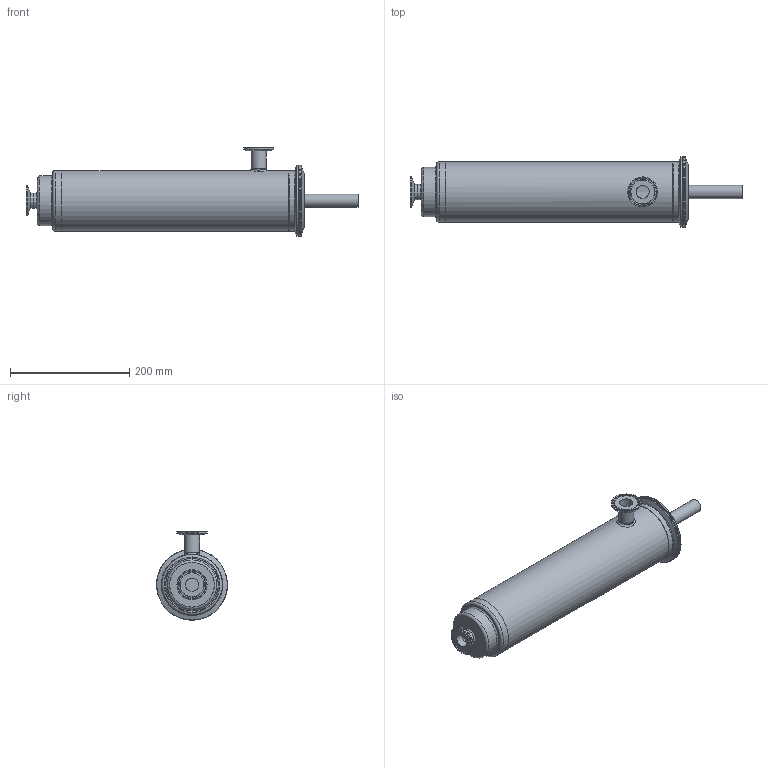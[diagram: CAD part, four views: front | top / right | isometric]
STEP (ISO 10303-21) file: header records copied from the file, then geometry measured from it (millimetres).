
FILE_DESCRIPTION(/* description */ (''),/* implementation_level */ '2;1');
FILE_NAME(/* name */ 'KEC01000.stp',/* time_stamp */ '2022-04-30T15:04:55-04:00',/* author */ ('rick'),/* organization */ (''),/* preprocessor_version */ 'ST-DEVELOPER v18.1',/* originating_system */ 'Autodesk Inventor 2020',/* authorisation */ '');
FILE_SCHEMA (('AUTOMOTIVE_DESIGN { 1 0 10303 214 3 1 1 }'));
Length unit declared in the file: inch
Products named in the file (11): KEC01000; KEI01020; KES01000; AAQ01000; AAQ04000; KEH01020; ABG Nominal; KEQ00010; END CAP HANDLE; ABD04056; ABD04000
Assembly tree (10 placements, depth 4):
  KEC01000
    KEI01020
      KES01000
      AAQ01000
      AAQ04000
      KEH01020
      ABG Nominal
    KEQ00010
      END CAP HANDLE
      ABD04056
        ABD04000
Bounding box: 557.21 x 118.89 x 148.34 mm (x, y, z)
Volume: 436857.8 mm3; surface area: 337959.9 mm2
Topology: 7 solids, 7 shells, 93 faces, 283 edges, 214 vertices
Faces by surface type: torus 33, plane 24, cylinder 23, cone 12, bspline 1
Full cylindrical faces by diameter (mm): 22.098 x4, 22.225 x2, 25.4 x3, 50.394 x2, 80.01 x1, 83.312 x1, 97.231 x1, 97.384 x2, 101.6 x3, 118.923 x2
Entity records: 4002 total; most frequent: CARTESIAN_POINT 773, DIRECTION 749, ORIENTED_EDGE 566, AXIS2_PLACEMENT_3D 358, EDGE_CURVE 283, CIRCLE 245, VERTEX_POINT 214, EDGE_LOOP 117
